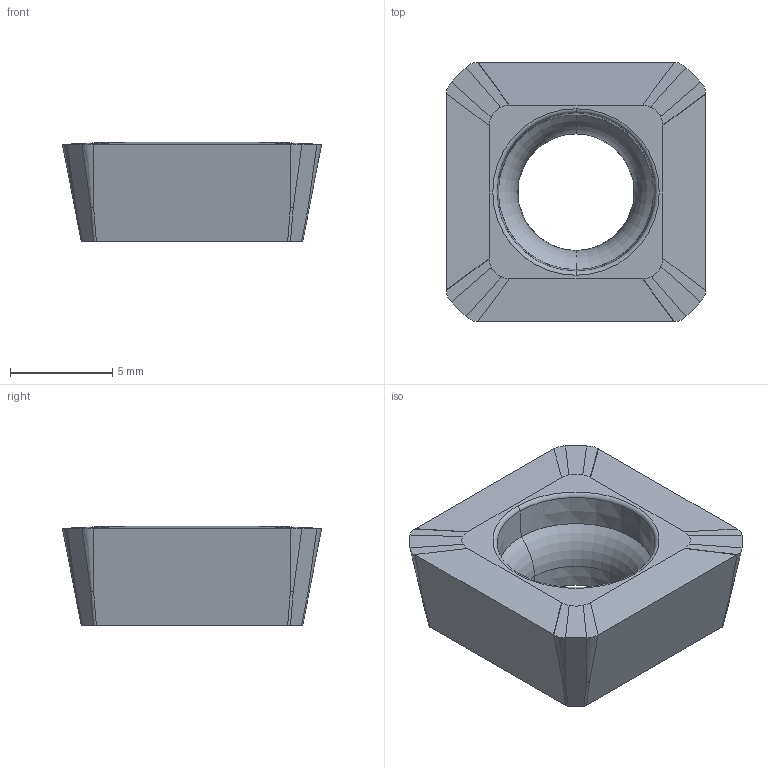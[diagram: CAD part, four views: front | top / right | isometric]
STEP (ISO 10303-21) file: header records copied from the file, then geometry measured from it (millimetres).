
FILE_DESCRIPTION((''),'2;1');
FILE_NAME('SPMX120408-WH','2015-12-17T',('tlyi02'),('PTC Japan'),'PRO/ENGINEER BY PARAMETRIC TECHNOLOGY CORPORATION, 2014310','PRO/ENGINEER BY PARAMETRIC TECHNOLOGY CORPORATION, 2014310','');
FILE_SCHEMA(('AUTOMOTIVE_DESIGN { 1 0 10303 214 1 1 1 1 }'));
Length unit declared in the file: millimetre
Products named in the file (1): SPMX120408-WH
Bounding box: 12.7 x 12.7 x 4.86 mm (x, y, z)
Volume: 491.1 mm3; surface area: 523.2 mm2
Topology: 1 solids, 1 shells, 57 faces, 140 edges, 86 vertices
Faces by surface type: bspline 24, plane 15, cylinder 8, cone 6, torus 4
Entity records: 2697 total; most frequent: CARTESIAN_POINT 927, ORIENTED_EDGE 280, DIRECTION 220, PRESENTATION_STYLE_ASSIGNMENT 142, STYLED_ITEM 142, CURVE_STYLE 141, EDGE_CURVE 140, VERTEX_POINT 86
